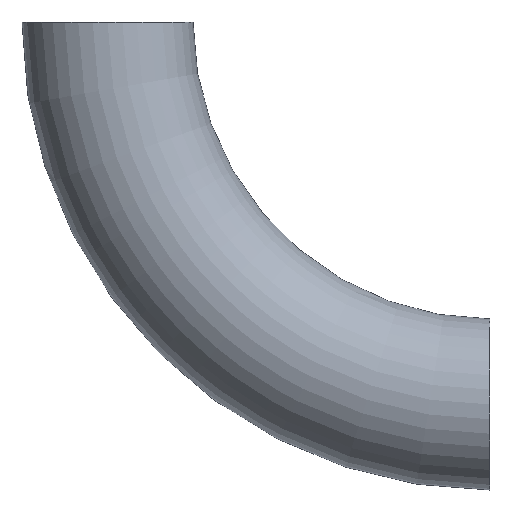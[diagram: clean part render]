
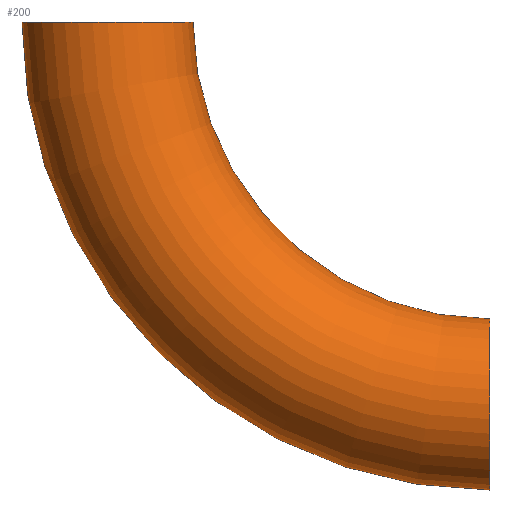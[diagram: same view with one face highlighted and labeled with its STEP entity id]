
A CAD part, front view. The second image highlights one B-rep face of the part: STEP entity #200.
In plain terms, the highlighted toroidal (fillet/blend) face has major radius 108 mm and minor radius 24.15 mm.
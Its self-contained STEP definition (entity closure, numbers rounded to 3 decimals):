
#8 = DIRECTION ( 'NONE',  ( 0., 1., 0. ) ) ;
#18 = CARTESIAN_POINT ( 'NONE',  ( -108., 0., 0. ) ) ;
#23 = DIRECTION ( 'NONE',  ( 0., 1., 0. ) ) ;
#29 = AXIS2_PLACEMENT_3D ( 'NONE', #127, #8, #130 ) ;
#37 = VERTEX_POINT ( 'NONE', #143 ) ;
#41 = CARTESIAN_POINT ( 'NONE',  ( 0., 0., 0. ) ) ;
#46 = AXIS2_PLACEMENT_3D ( 'NONE', #126, #128, #225 ) ;
#56 = ORIENTED_EDGE ( 'NONE', *, *, #172, .F. ) ;
#60 = VERTEX_POINT ( 'NONE', #220 ) ;
#70 = EDGE_CURVE ( 'NONE', #37, #60, #214, .T. ) ;
#80 = CARTESIAN_POINT ( 'NONE',  ( 0., 0., -132.15 ) ) ;
#82 = VERTEX_POINT ( 'NONE', #80 ) ;
#88 = CARTESIAN_POINT ( 'NONE',  ( 0., 0., -83.85 ) ) ;
#104 = AXIS2_PLACEMENT_3D ( 'NONE', #144, #226, #184 ) ;
#109 = AXIS2_PLACEMENT_3D ( 'NONE', #18, #154, #229 ) ;
#126 = CARTESIAN_POINT ( 'NONE',  ( 0., 0., 0. ) ) ;
#127 = CARTESIAN_POINT ( 'NONE',  ( 0., 0., 0. ) ) ;
#128 = DIRECTION ( 'NONE',  ( 0., 1., 0. ) ) ;
#129 = TOROIDAL_SURFACE ( 'NONE', #46, 108., 24.15 ) ;
#130 = DIRECTION ( 'NONE',  ( 0., 0., 1. ) ) ;
#136 = CIRCLE ( 'NONE', #29, 132.15 ) ;
#137 = ORIENTED_EDGE ( 'NONE', *, *, #70, .F. ) ;
#143 = CARTESIAN_POINT ( 'NONE',  ( -132.15, 0., 0. ) ) ;
#144 = CARTESIAN_POINT ( 'NONE',  ( 0., 0., -108. ) ) ;
#154 = DIRECTION ( 'NONE',  ( 0., 0., 1. ) ) ;
#167 = CIRCLE ( 'NONE', #104, 24.15 ) ;
#168 = EDGE_CURVE ( 'NONE', #211, #60, #181, .T. ) ;
#172 = EDGE_CURVE ( 'NONE', #82, #37, #136, .T. ) ;
#175 = ORIENTED_EDGE ( 'NONE', *, *, #187, .T. ) ;
#181 = CIRCLE ( 'NONE', #245, 83.85 ) ;
#184 = DIRECTION ( 'NONE',  ( 0., 0., 1. ) ) ;
#187 = EDGE_CURVE ( 'NONE', #82, #211, #167, .T. ) ;
#200 = ADVANCED_FACE ( 'NONE', ( #224 ), #129, .T. ) ;
#206 = DIRECTION ( 'NONE',  ( 0., 0., 1. ) ) ;
#211 = VERTEX_POINT ( 'NONE', #88 ) ;
#213 = EDGE_LOOP ( 'NONE', ( #56, #175, #217, #137 ) ) ;
#214 = CIRCLE ( 'NONE', #109, 24.15 ) ;
#217 = ORIENTED_EDGE ( 'NONE', *, *, #168, .T. ) ;
#220 = CARTESIAN_POINT ( 'NONE',  ( -83.85, 0., 0. ) ) ;
#224 = FACE_OUTER_BOUND ( 'NONE', #213, .T. ) ;
#225 = DIRECTION ( 'NONE',  ( 0., 0., 1. ) ) ;
#226 = DIRECTION ( 'NONE',  ( -1., 0., 0. ) ) ;
#229 = DIRECTION ( 'NONE',  ( 1., 0., 0. ) ) ;
#245 = AXIS2_PLACEMENT_3D ( 'NONE', #41, #23, #206 ) ;
